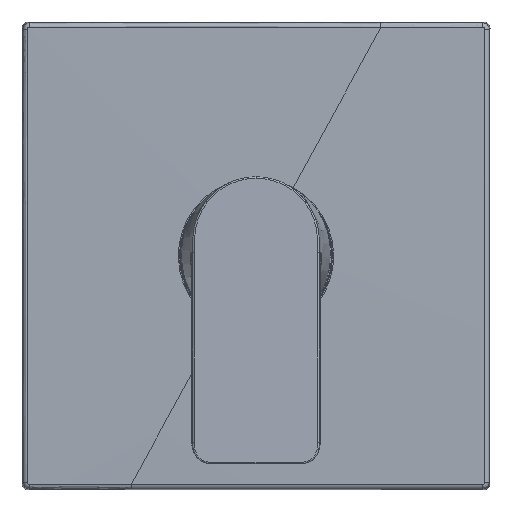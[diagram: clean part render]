
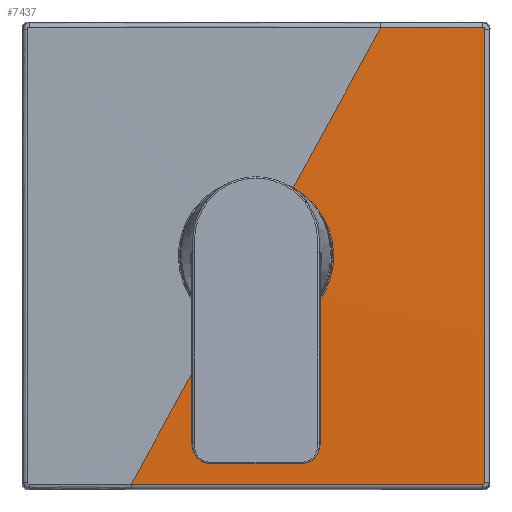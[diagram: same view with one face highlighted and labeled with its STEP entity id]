
A CAD part, top view. The second image highlights one B-rep face of the part: STEP entity #7437.
In plain terms, the highlighted spherical face has radius 6400 mm.
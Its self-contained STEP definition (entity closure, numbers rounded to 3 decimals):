
#86 = CARTESIAN_POINT ( 'NONE',  ( 73.211, 72.759, 13.168 ) ) ;
#121 = CIRCLE ( 'NONE', #4478, 24.9 ) ;
#165 = CARTESIAN_POINT ( 'NONE',  ( 73.194, -72.862, 13.167 ) ) ;
#268 = CARTESIAN_POINT ( 'NONE',  ( 0., -240.614, -6379.699 ) ) ;
#314 = DIRECTION ( 'NONE',  ( 1., 0., 0. ) ) ;
#413 = EDGE_CURVE ( 'NONE', #1883, #4284, #121, .T. ) ;
#603 = DIRECTION ( 'NONE',  ( -1., 0., 0. ) ) ;
#818 = CARTESIAN_POINT ( 'NONE',  ( 73.114, -73.019, 13.166 ) ) ;
#946 = VERTEX_POINT ( 'NONE', #2984 ) ;
#1317 = CARTESIAN_POINT ( 'NONE',  ( 73.196, 72.841, 13.167 ) ) ;
#1377 = CARTESIAN_POINT ( 'NONE',  ( 73.032, 73.101, 13.166 ) ) ;
#1406 = AXIS2_PLACEMENT_3D ( 'NONE', #2972, #4339, #3063 ) ;
#1450 = CARTESIAN_POINT ( 'NONE',  ( 72.711, -73.211, 13.168 ) ) ;
#1652 = CIRCLE ( 'NONE', #4034, 6395.472 ) ;
#1765 = DIRECTION ( 'NONE',  ( -1., 0., -0.026 ) ) ;
#1842 = AXIS2_PLACEMENT_3D ( 'NONE', #2148, #4052, #3471 ) ;
#1883 = VERTEX_POINT ( 'NONE', #3469 ) ;
#1892 = CARTESIAN_POINT ( 'NONE',  ( 72.737, 73.211, 13.168 ) ) ;
#1895 = ORIENTED_EDGE ( 'NONE', *, *, #6532, .T. ) ;
#1956 = AXIS2_PLACEMENT_3D ( 'NONE', #2599, #7286, #3163 ) ;
#2043 = CARTESIAN_POINT ( 'NONE',  ( 72.956, 73.15, 13.166 ) ) ;
#2148 = CARTESIAN_POINT ( 'NONE',  ( -0.017, 240.663, -6381.571 ) ) ;
#2163 = EDGE_CURVE ( 'NONE', #8321, #946, #3743, .T. ) ;
#2200 = VERTEX_POINT ( 'NONE', #6362 ) ;
#2404 = CARTESIAN_POINT ( 'NONE',  ( 11.938, 21.852, 13.952 ) ) ;
#2599 = CARTESIAN_POINT ( 'NONE',  ( 0., 0., -6386. ) ) ;
#2640 = CARTESIAN_POINT ( 'NONE',  ( 73.168, 72.927, 13.166 ) ) ;
#2698 = ORIENTED_EDGE ( 'NONE', *, *, #3231, .T. ) ;
#2700 = CARTESIAN_POINT ( 'NONE',  ( 72.917, 73.17, 13.166 ) ) ;
#2830 = CARTESIAN_POINT ( 'NONE',  ( 72.999, -73.124, 13.166 ) ) ;
#2972 = CARTESIAN_POINT ( 'NONE',  ( 0., 0., -6386. ) ) ;
#2984 = CARTESIAN_POINT ( 'NONE',  ( 72.711, -73.211, 13.168 ) ) ;
#3055 = EDGE_CURVE ( 'NONE', #1883, #8321, #5104, .T. ) ;
#3063 = DIRECTION ( 'NONE',  ( 0.479, 0.878, 0. ) ) ;
#3163 = DIRECTION ( 'NONE',  ( -0.479, -0.878, 0. ) ) ;
#3177 = AXIS2_PLACEMENT_3D ( 'NONE', #268, #3611, #314 ) ;
#3212 = SPHERICAL_SURFACE ( 'NONE', #1956, 6400. ) ;
#3231 = EDGE_CURVE ( 'NONE', #8119, #7793, #5617, .T. ) ;
#3326 = CARTESIAN_POINT ( 'NONE',  ( 73.095, 73.037, 13.166 ) ) ;
#3386 = CARTESIAN_POINT ( 'NONE',  ( 72.784, 73.207, 13.167 ) ) ;
#3463 = CARTESIAN_POINT ( 'NONE',  ( 72.759, -73.211, 13.168 ) ) ;
#3469 = CARTESIAN_POINT ( 'NONE',  ( -11.938, -21.852, 13.952 ) ) ;
#3471 = DIRECTION ( 'NONE',  ( 0.011, -0.026, 1. ) ) ;
#3478 = AXIS2_PLACEMENT_3D ( 'NONE', #6467, #5817, #7140 ) ;
#3571 = EDGE_CURVE ( 'NONE', #946, #2200, #8180, .T. ) ;
#3611 = DIRECTION ( 'NONE',  ( 0., 1., -0.026 ) ) ;
#3743 = CIRCLE ( 'NONE', #3177, 6395.472 ) ;
#3849 = ORIENTED_EDGE ( 'NONE', *, *, #3055, .T. ) ;
#4034 = AXIS2_PLACEMENT_3D ( 'NONE', #5898, #1765, #7313 ) ;
#4052 = DIRECTION ( 'NONE',  ( 0., -1., -0.026 ) ) ;
#4134 = CARTESIAN_POINT ( 'NONE',  ( 72.927, -73.168, 13.166 ) ) ;
#4164 = CARTESIAN_POINT ( 'NONE',  ( 73.211, -72.795, 13.167 ) ) ;
#4248 = EDGE_CURVE ( 'NONE', #4284, #7793, #6985, .T. ) ;
#4284 = VERTEX_POINT ( 'NONE', #2404 ) ;
#4339 = DIRECTION ( 'NONE',  ( 0.878, -0.479, 0. ) ) ;
#4409 = ORIENTED_EDGE ( 'NONE', *, *, #3571, .T. ) ;
#4478 = AXIS2_PLACEMENT_3D ( 'NONE', #5873, #8588, #603 ) ;
#4644 = CARTESIAN_POINT ( 'NONE',  ( 73.211, 72.711, 13.168 ) ) ;
#4806 = ORIENTED_EDGE ( 'NONE', *, *, #413, .F. ) ;
#4886 = B_SPLINE_CURVE_WITH_KNOTS ( 'NONE', 5,
 ( #4644, #86, #8006, #1317, #2640, #7331, #3326, #1377, #2043, #2700, #7381, #3386, #8040, #1892, #8083 ),
 .UNSPECIFIED., .F., .F.,
 ( 6, 3, 3, 3, 6 ),
 ( 0., 0.242, 0.577, 0.87, 1. ),
 .UNSPECIFIED. ) ;
#5104 = CIRCLE ( 'NONE', #1406, 6400. ) ;
#5266 = CARTESIAN_POINT ( 'NONE',  ( 39.991, 73.204, 13.456 ) ) ;
#5316 = ORIENTED_EDGE ( 'NONE', *, *, #7691, .T. ) ;
#5518 = ORIENTED_EDGE ( 'NONE', *, *, #4248, .F. ) ;
#5617 = CIRCLE ( 'NONE', #1842, 6397.345 ) ;
#5817 = DIRECTION ( 'NONE',  ( -0.878, 0.479, 0. ) ) ;
#5873 = CARTESIAN_POINT ( 'NONE',  ( 0., 0., 13.952 ) ) ;
#5898 = CARTESIAN_POINT ( 'NONE',  ( 240.614, 0., -6379.699 ) ) ;
#6088 = CARTESIAN_POINT ( 'NONE',  ( 73.17, -72.924, 13.166 ) ) ;
#6362 = CARTESIAN_POINT ( 'NONE',  ( 73.211, -72.711, 13.168 ) ) ;
#6467 = CARTESIAN_POINT ( 'NONE',  ( 0., 0., -6386. ) ) ;
#6532 = EDGE_CURVE ( 'NONE', #8217, #8119, #4886, .T. ) ;
#6669 = ORIENTED_EDGE ( 'NONE', *, *, #2163, .T. ) ;
#6722 = CARTESIAN_POINT ( 'NONE',  ( 73.037, -73.095, 13.166 ) ) ;
#6747 = CARTESIAN_POINT ( 'NONE',  ( 72.841, -73.196, 13.167 ) ) ;
#6774 = FACE_OUTER_BOUND ( 'NONE', #6879, .T. ) ;
#6783 = CARTESIAN_POINT ( 'NONE',  ( 73.211, -72.711, 13.168 ) ) ;
#6879 = EDGE_LOOP ( 'NONE', ( #5518, #4806, #3849, #6669, #4409, #5316, #1895, #2698 ) ) ;
#6985 = CIRCLE ( 'NONE', #3478, 6400. ) ;
#7140 = DIRECTION ( 'NONE',  ( -0.479, -0.878, 0. ) ) ;
#7175 = CARTESIAN_POINT ( 'NONE',  ( -39.991, -73.204, 13.456 ) ) ;
#7286 = DIRECTION ( 'NONE',  ( -0.878, 0.479, 0. ) ) ;
#7313 = DIRECTION ( 'NONE',  ( 0.026, 0., -1. ) ) ;
#7331 = CARTESIAN_POINT ( 'NONE',  ( 73.124, 72.999, 13.166 ) ) ;
#7381 = CARTESIAN_POINT ( 'NONE',  ( 72.855, 73.193, 13.167 ) ) ;
#7437 = ADVANCED_FACE ( 'NONE', ( #6774 ), #3212, .T. ) ;
#7691 = EDGE_CURVE ( 'NONE', #2200, #8217, #1652, .T. ) ;
#7793 = VERTEX_POINT ( 'NONE', #5266 ) ;
#8006 = CARTESIAN_POINT ( 'NONE',  ( 73.205, 72.802, 13.167 ) ) ;
#8040 = CARTESIAN_POINT ( 'NONE',  ( 72.761, 73.209, 13.168 ) ) ;
#8083 = CARTESIAN_POINT ( 'NONE',  ( 72.711, 73.211, 13.168 ) ) ;
#8106 = CARTESIAN_POINT ( 'NONE',  ( 72.802, -73.205, 13.167 ) ) ;
#8119 = VERTEX_POINT ( 'NONE', #8439 ) ;
#8180 = B_SPLINE_CURVE_WITH_KNOTS ( 'NONE', 5,
 ( #1450, #3463, #8106, #6747, #4134, #2830, #6722, #818, #6088, #165, #4164, #6783 ),
 .UNSPECIFIED., .F., .F.,
 ( 6, 3, 3, 6 ),
 ( -0.001, 0.241, 0.576, 0.999 ),
 .UNSPECIFIED. ) ;
#8217 = VERTEX_POINT ( 'NONE', #8465 ) ;
#8321 = VERTEX_POINT ( 'NONE', #7175 ) ;
#8439 = CARTESIAN_POINT ( 'NONE',  ( 72.711, 73.211, 13.168 ) ) ;
#8465 = CARTESIAN_POINT ( 'NONE',  ( 73.211, 72.711, 13.168 ) ) ;
#8588 = DIRECTION ( 'NONE',  ( 0., 0., 1. ) ) ;
